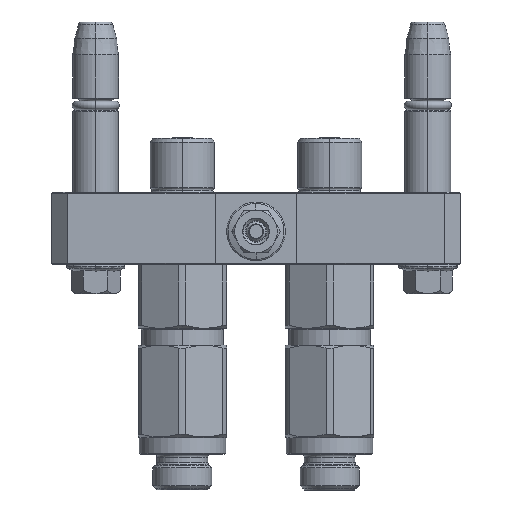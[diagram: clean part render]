
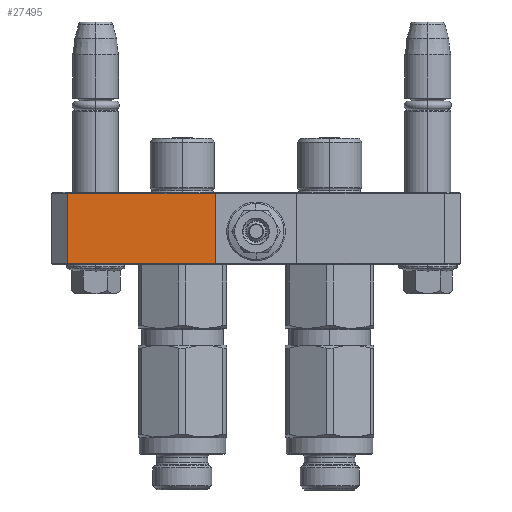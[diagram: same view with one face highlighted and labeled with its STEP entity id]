
A CAD part, front view. The second image highlights one B-rep face of the part: STEP entity #27495.
In plain terms, the highlighted face is planar.
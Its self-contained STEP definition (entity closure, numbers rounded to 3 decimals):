
#1052 = AXIS2_PLACEMENT_3D ( 'NONE', #2085, #20519, #22862 ) ;
#1223 = CARTESIAN_POINT ( 'NONE',  ( 5., 0.3, -37.5 ) ) ;
#2085 = CARTESIAN_POINT ( 'NONE',  ( -5., 22., -37.5 ) ) ;
#3660 = ORIENTED_EDGE ( 'NONE', *, *, #17172, .F. ) ;
#4229 = DIRECTION ( 'NONE',  ( 1., 0., 0. ) ) ;
#6749 = PLANE ( 'NONE',  #1052 ) ;
#7457 = CARTESIAN_POINT ( 'NONE',  ( 50., 0.3, -37.5 ) ) ;
#7659 = CARTESIAN_POINT ( 'NONE',  ( 50., 21.7, -37.5 ) ) ;
#7722 = EDGE_CURVE ( 'NONE', #22073, #16634, #10839, .T. ) ;
#8114 = LINE ( 'NONE', #18109, #9908 ) ;
#9726 = VERTEX_POINT ( 'NONE', #7457 ) ;
#9908 = VECTOR ( 'NONE', #4229, 1000. ) ;
#10765 = EDGE_CURVE ( 'NONE', #22073, #9726, #22044, .T. ) ;
#10839 = LINE ( 'NONE', #18863, #13023 ) ;
#11559 = VECTOR ( 'NONE', #16417, 1000. ) ;
#12840 = VECTOR ( 'NONE', #15720, 1000. ) ;
#13023 = VECTOR ( 'NONE', #23728, 1000. ) ;
#13586 = ORIENTED_EDGE ( 'NONE', *, *, #10765, .T. ) ;
#15009 = LINE ( 'NONE', #25237, #12840 ) ;
#15720 = DIRECTION ( 'NONE',  ( 0., -1., 0. ) ) ;
#16417 = DIRECTION ( 'NONE',  ( 0., -1., 0. ) ) ;
#16600 = EDGE_CURVE ( 'NONE', #16634, #20155, #15009, .T. ) ;
#16634 = VERTEX_POINT ( 'NONE', #25139 ) ;
#17172 = EDGE_CURVE ( 'NONE', #20155, #9726, #8114, .T. ) ;
#17451 = EDGE_LOOP ( 'NONE', ( #13586, #3660, #23577, #21045 ) ) ;
#18109 = CARTESIAN_POINT ( 'NONE',  ( 5., 0.3, -37.5 ) ) ;
#18863 = CARTESIAN_POINT ( 'NONE',  ( 50., 21.7, -37.5 ) ) ;
#18930 = CARTESIAN_POINT ( 'NONE',  ( 50., 21.7, -37.5 ) ) ;
#20155 = VERTEX_POINT ( 'NONE', #1223 ) ;
#20519 = DIRECTION ( 'NONE',  ( 0., 0., 1. ) ) ;
#20589 = FACE_OUTER_BOUND ( 'NONE', #17451, .T. ) ;
#21045 = ORIENTED_EDGE ( 'NONE', *, *, #7722, .F. ) ;
#22044 = LINE ( 'NONE', #18930, #11559 ) ;
#22073 = VERTEX_POINT ( 'NONE', #7659 ) ;
#22862 = DIRECTION ( 'NONE',  ( 1., 0., 0. ) ) ;
#23577 = ORIENTED_EDGE ( 'NONE', *, *, #16600, .F. ) ;
#23728 = DIRECTION ( 'NONE',  ( -1., 0., 0. ) ) ;
#25139 = CARTESIAN_POINT ( 'NONE',  ( 5., 21.7, -37.5 ) ) ;
#25237 = CARTESIAN_POINT ( 'NONE',  ( 5., 21.7, -37.5 ) ) ;
#27495 = ADVANCED_FACE ( 'NONE', ( #20589 ), #6749, .F. ) ;
